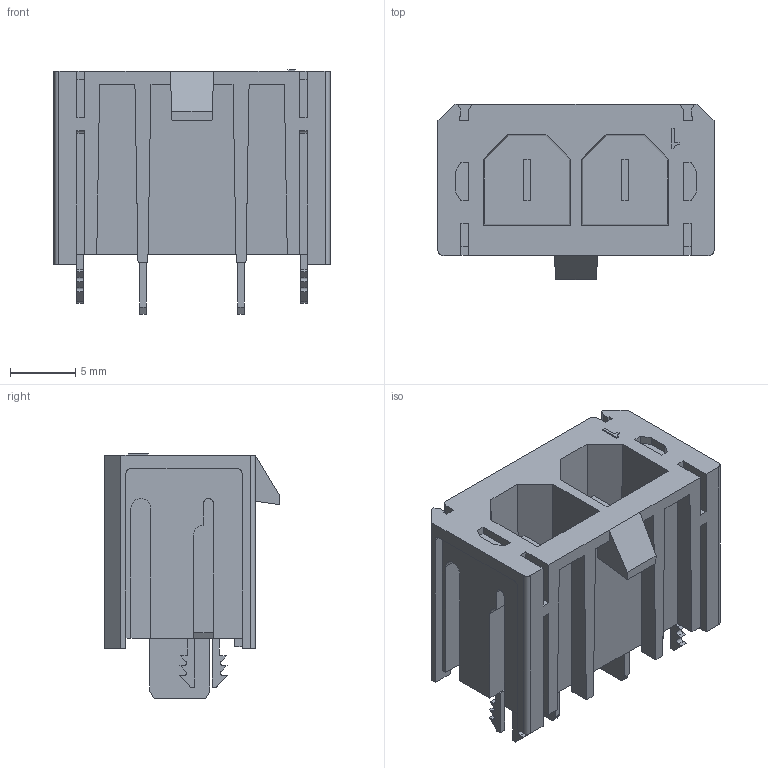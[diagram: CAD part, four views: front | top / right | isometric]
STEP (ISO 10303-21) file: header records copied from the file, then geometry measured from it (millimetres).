
FILE_DESCRIPTION((''),'2;1');
FILE_NAME('1720420202','2015-09-10T',('me'),(''),'PRO/ENGINEER BY PARAMETRIC TECHNOLOGY CORPORATION, 2011490','PRO/ENGINEER BY PARAMETRIC TECHNOLOGY CORPORATION, 2011490','');
FILE_SCHEMA(('CONFIG_CONTROL_DESIGN'));
Length unit declared in the file: millimetre
Products named in the file (1): 1720420202
Bounding box: 21.08 x 13.39 x 18.67 mm (x, y, z)
Volume: 1761.9 mm3; surface area: 2707.3 mm2
Topology: 1 solids, 1 shells, 329 faces, 932 edges, 622 vertices
Faces by surface type: plane 235, cylinder 62, torus 32
Entity records: 10661 total; most frequent: CARTESIAN_POINT 1872, ORIENTED_EDGE 1840, DIRECTION 1796, EDGE_CURVE 920, VECTOR 728, LINE 728, VERTEX_POINT 610, AXIS2_PLACEMENT_3D 534
